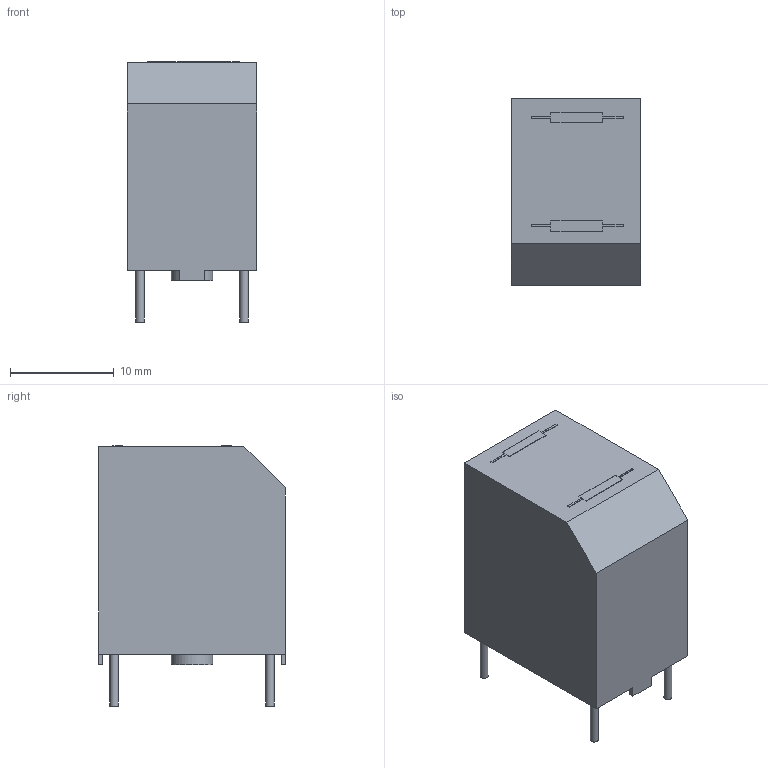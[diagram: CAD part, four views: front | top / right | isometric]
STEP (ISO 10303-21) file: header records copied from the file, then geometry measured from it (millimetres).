
FILE_DESCRIPTION(/* description */ ('STEP AP242','CAx-IF Rec.Pracs.---Representation and Presentation of Product Manufacturing Information (PMI)---4.0---2014-10-13','CAx-IF Rec.Pracs.---3D Tessellated Geometry---0.4---2014-09-14','2;1'),/* implementation_level */ '2;1');
FILE_NAME(/* name */ '61aee5e4e4d2a91ad10de8ec',/* time_stamp */ '2021-12-07T04:41:09+00:00',/* author */ (''),/* organization */ (''),/* preprocessor_version */ 'ST-DEVELOPER v18.1',/* originating_system */ ' ',/* authorisation */ ' ');
FILE_SCHEMA (('AP242_MANAGED_MODEL_BASED_3D_ENGINEERING_MIM_LF { 1 0 10303 442 1 1 4 }'));
Length unit declared in the file: metre
Products named in the file (1): RN212
Bounding box: 12.5 x 18 x 25.05 mm (x, y, z)
Volume: 4425.2 mm3; surface area: 1701.1 mm2
Topology: 1 solids, 1 shells, 51 faces, 126 edges, 84 vertices
Faces by surface type: plane 46, cylinder 5
Full cylindrical faces by diameter (mm): 0.8 x4, 4 x1
Entity records: 1487 total; most frequent: CARTESIAN_POINT 257, ORIENTED_EDGE 242, DIRECTION 235, EDGE_CURVE 121, LINE 111, VECTOR 111, VERTEX_POINT 84, EDGE_LOOP 63
